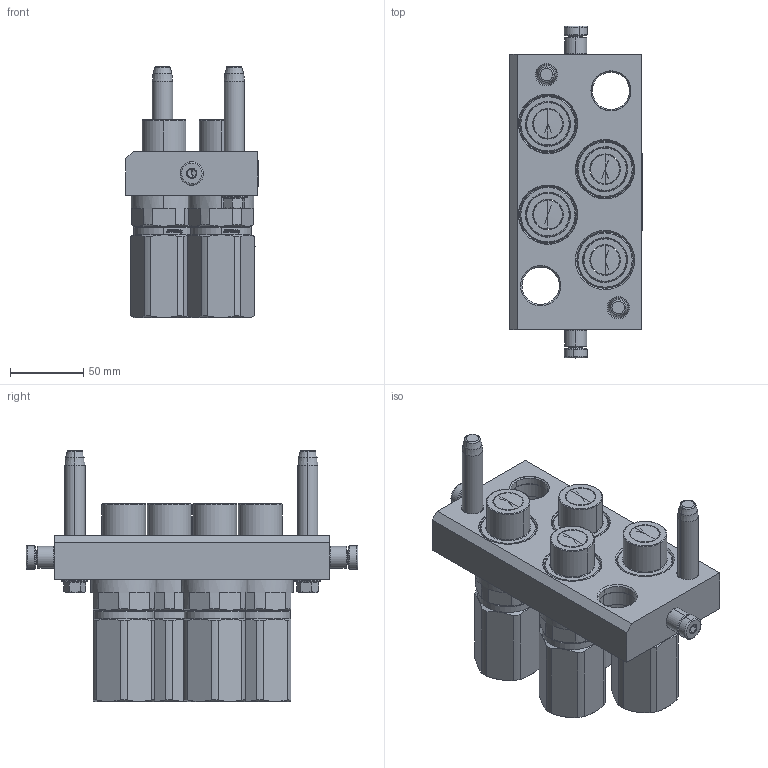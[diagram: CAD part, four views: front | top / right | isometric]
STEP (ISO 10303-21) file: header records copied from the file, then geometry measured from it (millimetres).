
FILE_DESCRIPTION (( 'STEP AP214' ), '1' );
FILE_NAME ('FASTER.step', '2024-09-16T05:41:09', ( '' ), ( '' ), 'SwSTEP 2.0', 'SolidWorks 2017', '' );
FILE_SCHEMA (( 'AUTOMOTIVE_DESIGN' ));
Length unit declared in the file: millimetre
Products named in the file (10): 3ffnp34-1gas_m; 4850_010_8000_000.prt; 4830_021_1000_000.prt; 4830_028_1000_011.prt; 4830_013_3000_030; 1540_080_0008_000.prt; FASTER; et002; P6I_M_BASE
Assembly tree (16 placements, depth 3):
  FASTER
    P6I_M_BASE
      4850_010_8000_000.prt
      4830_021_1000_000.prt  x2
      4830_028_1000_011.prt  x2
      1540_080_0008_000.prt  x2
      4830_013_3000_030  x2
    3ffnp34-1gas_m  x4
      3ffnp34-1gas_m
    et002
Bounding box: 90.3 x 226.6 x 171.35 mm (x, y, z)
Volume: 2473.8 mm3; surface area: 190596.4 mm2
Topology: 3 solids, 50 shells, 1819 faces, 5771 edges, 3866 vertices
Faces by surface type: plane 993, cone 312, cylinder 312, bspline 114, torus 88
Entity records: 40311 total; most frequent: CARTESIAN_POINT 11199, ORIENTED_EDGE 5374, DIRECTION 5042, EDGE_CURVE 2890, VECTOR 1912, LINE 1912, VERTEX_POINT 1909, AXIS2_PLACEMENT_3D 1565
